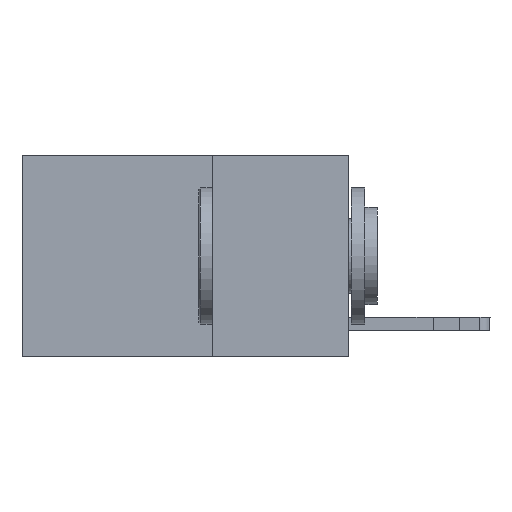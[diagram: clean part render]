
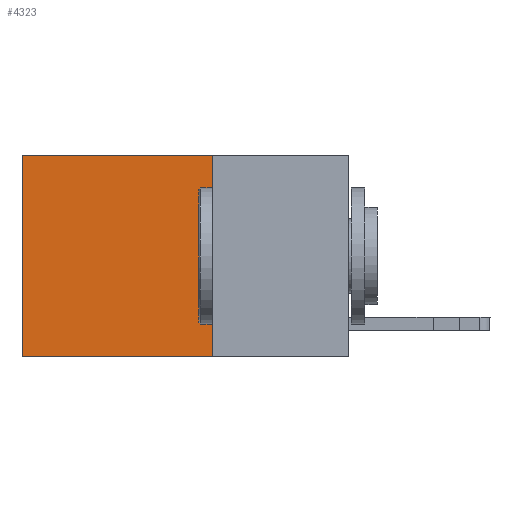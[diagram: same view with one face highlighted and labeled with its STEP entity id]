
A CAD part, left-side view. The second image highlights one B-rep face of the part: STEP entity #4323.
In plain terms, the highlighted planar face has unit normal (-1, 0, 0).
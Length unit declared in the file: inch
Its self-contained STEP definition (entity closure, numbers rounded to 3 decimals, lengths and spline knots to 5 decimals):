
#618 = DIRECTION ( 'NONE',  ( 0., 1., 0. ) ) ;
#842 = EDGE_CURVE ( 'NONE', #2533, #11696, #14341, .T. ) ;
#1049 = CARTESIAN_POINT ( 'NONE',  ( 0.2625, 0.25, 0. ) ) ;
#1329 = CARTESIAN_POINT ( 'NONE',  ( 0.2625, 0.6, -0.37 ) ) ;
#1773 = DIRECTION ( 'NONE',  ( 0., 0., -1. ) ) ;
#2030 = CARTESIAN_POINT ( 'NONE',  ( 0.2625, 0.25, 0. ) ) ;
#2533 = VERTEX_POINT ( 'NONE', #3201 ) ;
#3201 = CARTESIAN_POINT ( 'NONE',  ( 0.2625, 0.25, 0. ) ) ;
#3309 = DIRECTION ( 'NONE',  ( 1., 0., 0. ) ) ;
#3348 = EDGE_CURVE ( 'NONE', #2533, #5591, #8010, .T. ) ;
#3685 = VECTOR ( 'NONE', #1773, 39.37008 ) ;
#3931 = ORIENTED_EDGE ( 'NONE', *, *, #9658, .T. ) ;
#4323 = ADVANCED_FACE ( 'NONE', ( #9247 ), #9642, .F. ) ;
#4362 = VECTOR ( 'NONE', #618, 39.37008 ) ;
#5591 = VERTEX_POINT ( 'NONE', #6223 ) ;
#6223 = CARTESIAN_POINT ( 'NONE',  ( 0.2625, 0.25, -0.37 ) ) ;
#6424 = AXIS2_PLACEMENT_3D ( 'NONE', #2030, #3309, #12146 ) ;
#6701 = ORIENTED_EDGE ( 'NONE', *, *, #8308, .F. ) ;
#6749 = LINE ( 'NONE', #10646, #3685 ) ;
#7780 = LINE ( 'NONE', #8317, #4362 ) ;
#8010 = LINE ( 'NONE', #1049, #10923 ) ;
#8308 = EDGE_CURVE ( 'NONE', #5591, #14089, #7780, .T. ) ;
#8317 = CARTESIAN_POINT ( 'NONE',  ( 0.2625, 0.25, -0.37 ) ) ;
#8731 = DIRECTION ( 'NONE',  ( 0., 0., -1. ) ) ;
#9247 = FACE_OUTER_BOUND ( 'NONE', #13350, .T. ) ;
#9642 = PLANE ( 'NONE',  #6424 ) ;
#9658 = EDGE_CURVE ( 'NONE', #11696, #14089, #6749, .T. ) ;
#10607 = VECTOR ( 'NONE', #14235, 39.37008 ) ;
#10646 = CARTESIAN_POINT ( 'NONE',  ( 0.2625, 0.6, 0. ) ) ;
#10903 = CARTESIAN_POINT ( 'NONE',  ( 0.2625, 0.6, 0. ) ) ;
#10923 = VECTOR ( 'NONE', #8731, 39.37008 ) ;
#11696 = VERTEX_POINT ( 'NONE', #10903 ) ;
#12146 = DIRECTION ( 'NONE',  ( 0., 0., -1. ) ) ;
#13350 = EDGE_LOOP ( 'NONE', ( #3931, #6701, #14633, #14330 ) ) ;
#14089 = VERTEX_POINT ( 'NONE', #1329 ) ;
#14220 = CARTESIAN_POINT ( 'NONE',  ( 0.2625, 0.25, 0. ) ) ;
#14235 = DIRECTION ( 'NONE',  ( 0., 1., 0. ) ) ;
#14330 = ORIENTED_EDGE ( 'NONE', *, *, #842, .T. ) ;
#14341 = LINE ( 'NONE', #14220, #10607 ) ;
#14633 = ORIENTED_EDGE ( 'NONE', *, *, #3348, .F. ) ;
